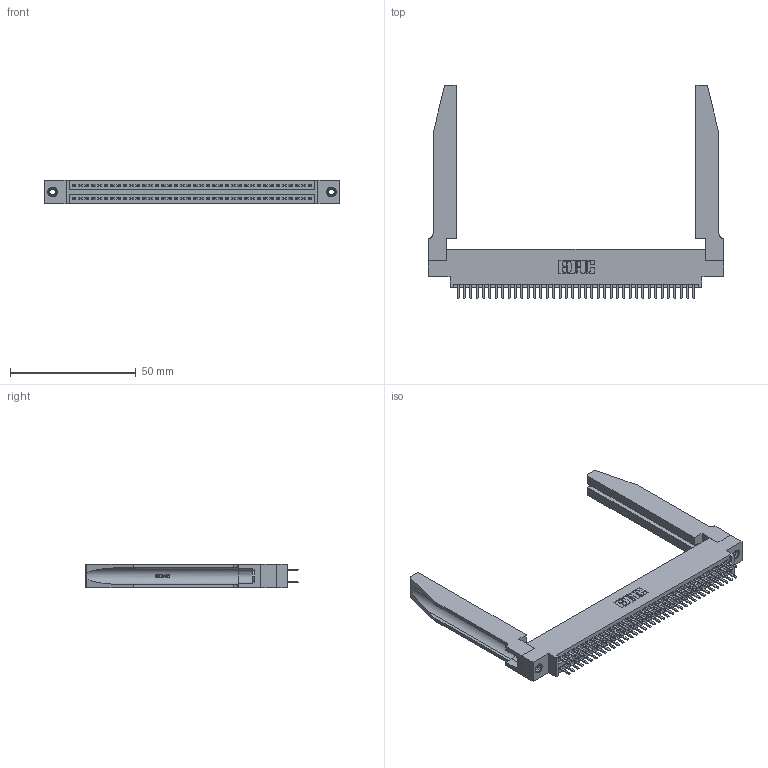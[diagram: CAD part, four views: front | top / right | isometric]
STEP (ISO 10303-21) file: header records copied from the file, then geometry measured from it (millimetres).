
FILE_DESCRIPTION (( 'STEP AP203' ), '1' );
FILE_NAME ('395-076-520-878.STEP', '2019-10-24T15:54:24', ( '' ), ( '' ), 'SwSTEP 2.0', 'SolidWorks 2016', '' );
FILE_SCHEMA (( 'CONFIG_CONTROL_DESIGN' ));
Length unit declared in the file: inch
Products named in the file (5): 345-292-001_345-293-120; 345-250-001_345-250-001-102; 345-220-078_345-220-078; 395-076-520-878; 345 Part_0.170 Offset - 0.156 Dia-TH
Assembly tree (81 placements, depth 2):
  395-076-520-878
    345 Part_0.170 Offset - 0.156 Dia-TH
    345-292-001_345-293-120  x76
    345-250-001_345-250-001-102  x2
    345-220-078_345-220-078  x2
Bounding box: 117.75 x 84.96 x 9.4 mm (x, y, z)
Volume: 19025.3 mm3; surface area: 23470 mm2
Topology: 81 solids, 81 shells, 4468 faces, 12893 edges, 8382 vertices
Faces by surface type: plane 2886, cylinder 1530, bspline 36, cone 12, torus 4
Entity records: 35340 total; most frequent: CARTESIAN_POINT 6859, ORIENTED_EDGE 5678, DIRECTION 5033, EDGE_CURVE 2839, LINE 2457, VECTOR 2457, VERTEX_POINT 1884, AXIS2_PLACEMENT_3D 1288
